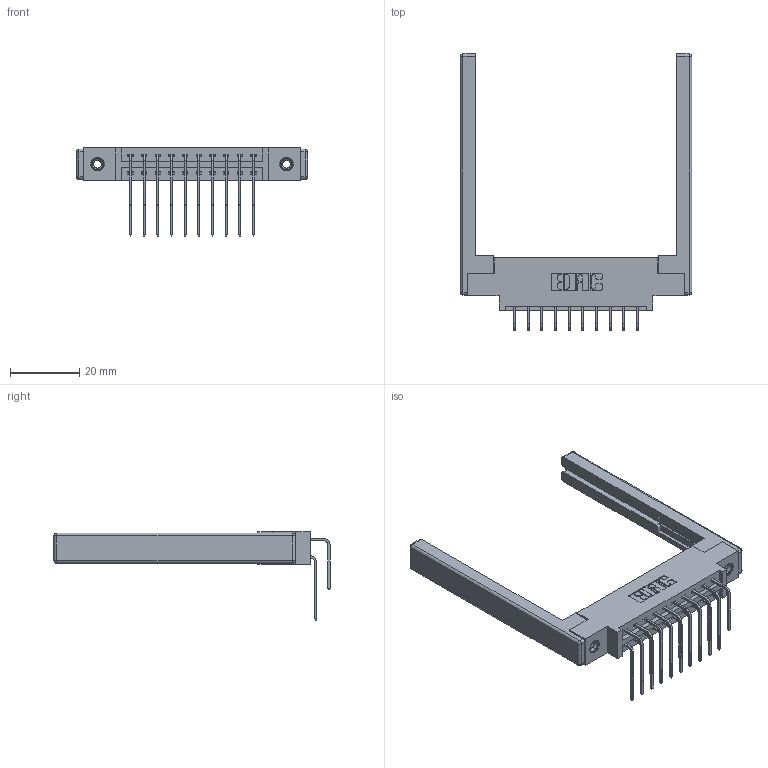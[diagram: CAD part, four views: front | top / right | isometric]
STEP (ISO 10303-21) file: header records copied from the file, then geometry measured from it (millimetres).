
FILE_DESCRIPTION (( 'STEP AP203' ), '1' );
FILE_NAME ('387-020-559-868.STEP', '2019-10-16T16:07:07', ( '' ), ( '' ), 'SwSTEP 2.0', 'SolidWorks 2016', '' );
FILE_SCHEMA (( 'CONFIG_CONTROL_DESIGN' ));
Length unit declared in the file: inch
Products named in the file (6): 307-220-068; 387-020-559-868; 345-250-001_345-250-001-102; 345-292-001_559 Tail - 2; 345-292-001_558 559 Tail - 1; 337 Part_0.170 Offset - 0.156 Dia-TI
Assembly tree (25 placements, depth 2):
  387-020-559-868
    337 Part_0.170 Offset - 0.156 Dia-TI
    345-292-001_558 559 Tail - 1  x10
    345-292-001_559 Tail - 2  x10
    345-250-001_345-250-001-102  x2
    307-220-068  x2
Bounding box: 67.06 x 79.95 x 25.53 mm (x, y, z)
Volume: 11023.6 mm3; surface area: 11915.9 mm2
Topology: 25 solids, 25 shells, 1392 faces, 4053 edges, 2654 vertices
Faces by surface type: plane 962, cylinder 406, cone 12, sphere 8, torus 4
Entity records: 16568 total; most frequent: CARTESIAN_POINT 2830, ORIENTED_EDGE 2704, DIRECTION 2518, EDGE_CURVE 1352, VECTOR 1134, LINE 1134, VERTEX_POINT 890, AXIS2_PLACEMENT_3D 692
